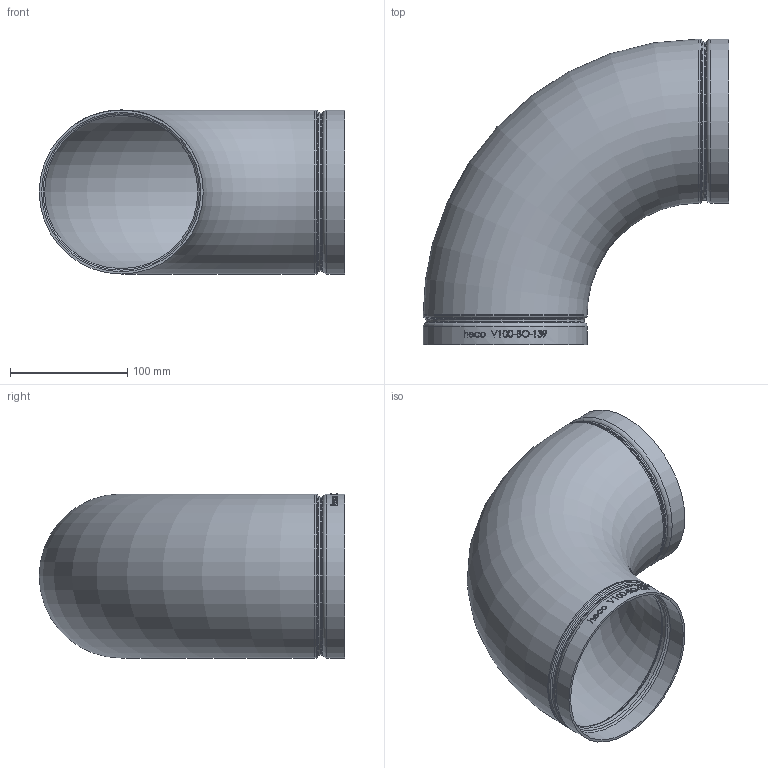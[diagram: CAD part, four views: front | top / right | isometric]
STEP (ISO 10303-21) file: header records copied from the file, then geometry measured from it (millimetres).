
FILE_DESCRIPTION (( 'STEP AP214' ), '1' );
FILE_NAME ('V100-BO-139-x Typ E490 DN125 500 Ø139,7 1812.STEP', '2018-12-12T15:23:37', ( '' ), ( '' ), 'SwSTEP 2.0', 'SolidWorks 2016', '' );
FILE_SCHEMA (( 'AUTOMOTIVE_DESIGN' ));
Length unit declared in the file: inch
Products named in the file (1): V100-BO-139-x Typ E490 DN125 500 Ø139,7 1812
Bounding box: 260.35 x 260.35 x 139.73 mm (x, y, z)
Volume: 272411.1 mm3; surface area: 273534.6 mm2
Topology: 1 solids, 1 shells, 207 faces, 527 edges, 345 vertices
Faces by surface type: bspline 105, plane 45, cylinder 35, torus 18, cone 4
Full cylindrical faces by diameter (mm): 130.52 x2, 134.518 x2, 135.702 x4, 139.7 x4
Entity records: 27863 total; most frequent: CARTESIAN_POINT 21805, ORIENTED_EDGE 960, EDGE_CURVE 480, DIRECTION 444, VERTEX_POINT 332, B_SPLINE_CURVE_WITH_KNOTS 330, EDGE_LOOP 266, FACE_OUTER_BOUND 237
